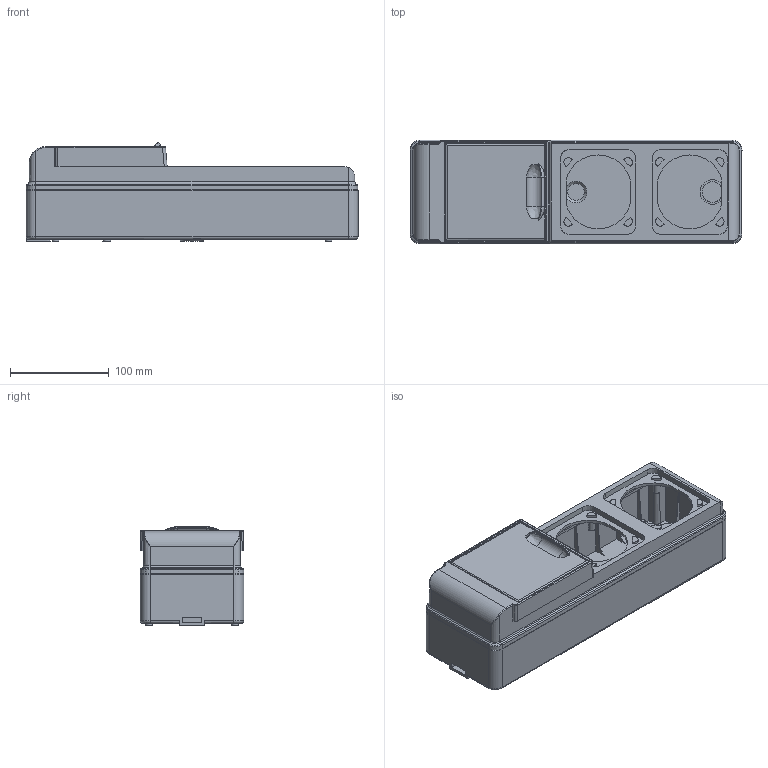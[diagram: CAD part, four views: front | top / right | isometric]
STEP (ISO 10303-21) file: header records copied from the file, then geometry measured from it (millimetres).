
FILE_DESCRIPTION((''),'2;1');
FILE_NAME('GW68018N_ASM','2021-03-22T15:17:38',('user'),('Axiro Italia'),'CREO PARAMETRIC BY PTC INC, 2020354','CREO PARAMETRIC BY PTC INC, 2020354','');
FILE_SCHEMA(('CONFIG_CONTROL_DESIGN'));
Length unit declared in the file: millimetre
Products named in the file (3): 55524193A_FONDO_QDIN_4M_2_PR_16; 55524201E_NEW; GW68018N_ASM
Assembly tree (2 placements, depth 2):
  GW68018N_ASM
    55524193A_FONDO_QDIN_4M_2_PR_16
    55524201E_NEW
Bounding box: 337 x 105 x 100.05 mm (x, y, z)
Volume: 646790.6 mm3; surface area: 292806.9 mm2
Topology: 2 solids, 2 shells, 589 faces, 1564 edges, 1017 vertices
Faces by surface type: plane 353, cone 127, cylinder 63, bspline 32, torus 14
Entity records: 21182 total; most frequent: CARTESIAN_POINT 6636, ORIENTED_EDGE 3128, DIRECTION 2837, EDGE_CURVE 1564, VECTOR 1023, LINE 1023, VERTEX_POINT 1017, AXIS2_PLACEMENT_3D 907
